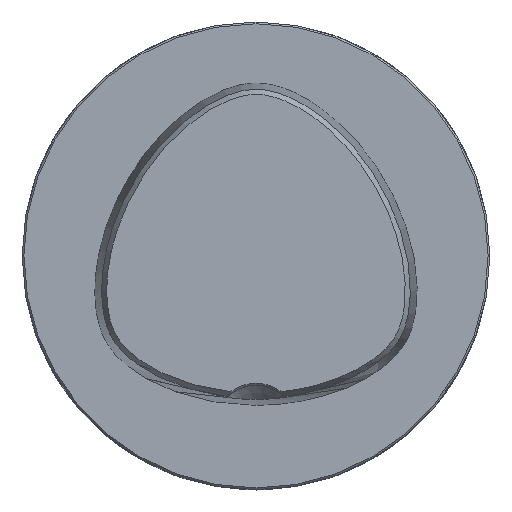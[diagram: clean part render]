
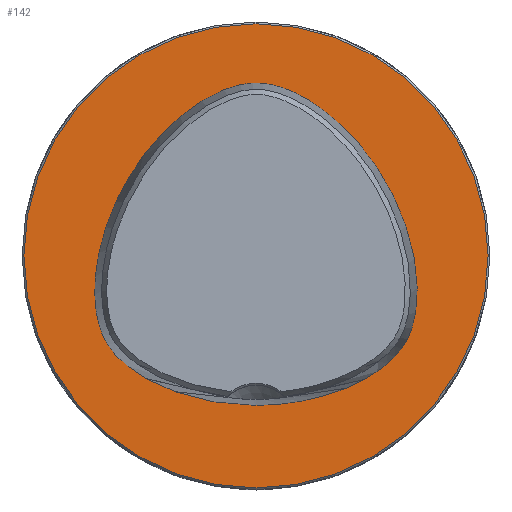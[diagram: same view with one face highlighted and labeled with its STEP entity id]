
A CAD part, top view. The second image highlights one B-rep face of the part: STEP entity #142.
In plain terms, the highlighted planar face has unit normal (0, 0, 1).
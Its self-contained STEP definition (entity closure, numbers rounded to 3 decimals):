
#120=FACE_BOUND('',#226,.T.);
#121=FACE_BOUND('',#227,.T.);
#142=ADVANCED_FACE('CU_E_LO_SU_1',(#120,#121),#175,.F.);
#175=PLANE('',#611);
#226=EDGE_LOOP('',(#324));
#227=EDGE_LOOP('',(#325));
#268=CIRCLE('',#610,39.7);
#324=ORIENTED_EDGE('',*,*,#474,.T.);
#325=ORIENTED_EDGE('',*,*,#513,.T.);
#422=VERTEX_POINT('',#1216);
#460=VERTEX_POINT('',#1760);
#474=EDGE_CURVE('',#422,#422,#543,.T.);
#513=EDGE_CURVE('',#460,#460,#268,.T.);
#543=B_SPLINE_CURVE_WITH_KNOTS('',3,(#1139,#1140,#1141,#1142,#1143,#1144,
#1145,#1146,#1147,#1148,#1149,#1150,#1151,#1152,#1153,#1154,#1155,#1156,
#1157,#1158,#1159,#1160,#1161,#1162,#1163,#1164,#1165,#1166,#1167,#1168,
#1169,#1170,#1171,#1172,#1173,#1174,#1175,#1176,#1177,#1178,#1179,#1180,
#1181,#1182,#1183,#1184,#1185,#1186,#1187,#1188,#1189,#1190,#1191,#1192,
#1193,#1194,#1195,#1196,#1197,#1198,#1199,#1200,#1201,#1202,#1203,#1204,
#1205,#1206,#1207,#1208,#1209,#1210,#1211,#1212,#1213,#1214,#1215),
 .UNSPECIFIED.,.T.,.F.,(1,1,2,1,1,1,1,1,1,1,1,1,1,1,1,1,1,1,1,1,1,1,1,1,
1,1,1,1,1,1,1,1,1,1,1,1,1,1,1,1,1,1,1,1,1,1,1,1,1,1,1,1,1,1,1,1,1,1,1,1,
1,1,1,1,1,1,1,1,1,1,1,1,1,1,1,1,2,1,1),(-0.031,-0.016,0.,0.016,
0.031,0.063,0.078,0.094,0.109,0.125,0.133,0.141,0.148,
0.156,0.164,0.172,0.18,0.188,0.195,0.203,0.219,
0.234,0.25,0.266,0.281,0.313,0.344,0.359,0.375,0.391,0.406,
0.422,0.438,0.453,0.469,0.477,0.484,0.492,0.496,
0.5,0.504,0.508,0.516,0.523,0.531,0.547,0.563,0.578,
0.594,0.609,0.625,0.641,0.656,0.688,0.719,0.734,0.75,0.766,
0.781,0.797,0.805,0.813,0.82,0.828,0.836,0.844,
0.852,0.859,0.867,0.875,0.891,0.906,0.922,0.938,0.969,
0.984,1.,1.016,1.031),.UNSPECIFIED.);
#610=AXIS2_PLACEMENT_3D('',#1759,#692,#693);
#611=AXIS2_PLACEMENT_3D('',#1761,#694,#695);
#692=DIRECTION('',(0.,0.,1.));
#693=DIRECTION('',(1.,0.,0.));
#694=DIRECTION('',(0.,0.,-1.));
#695=DIRECTION('',(-1.,0.,0.));
#1139=CARTESIAN_POINT('',(0.901,-25.575,0.));
#1140=CARTESIAN_POINT('',(-0.901,-25.575,0.));
#1141=CARTESIAN_POINT('',(-2.704,-25.519,0.));
#1142=CARTESIAN_POINT('',(-6.296,-25.183,0.));
#1143=CARTESIAN_POINT('',(-9.847,-24.505,0.));
#1144=CARTESIAN_POINT('',(-13.303,-23.467,0.));
#1145=CARTESIAN_POINT('',(-15.832,-22.497,0.));
#1146=CARTESIAN_POINT('',(-18.274,-21.325,0.));
#1147=CARTESIAN_POINT('',(-20.211,-20.163,0.));
#1148=CARTESIAN_POINT('',(-21.677,-19.107,0.));
#1149=CARTESIAN_POINT('',(-22.725,-18.247,0.));
#1150=CARTESIAN_POINT('',(-23.709,-17.313,0.));
#1151=CARTESIAN_POINT('',(-24.61,-16.296,0.));
#1152=CARTESIAN_POINT('',(-25.401,-15.19,0.));
#1153=CARTESIAN_POINT('',(-26.058,-13.998,0.));
#1154=CARTESIAN_POINT('',(-26.575,-12.74,0.));
#1155=CARTESIAN_POINT('',(-26.965,-11.439,0.));
#1156=CARTESIAN_POINT('',(-27.249,-10.112,0.));
#1157=CARTESIAN_POINT('',(-27.504,-8.324,0.));
#1158=CARTESIAN_POINT('',(-27.619,-6.066,0.));
#1159=CARTESIAN_POINT('',(-27.493,-3.36,0.));
#1160=CARTESIAN_POINT('',(-27.139,-0.675,0.));
#1161=CARTESIAN_POINT('',(-26.581,1.974,0.));
#1162=CARTESIAN_POINT('',(-25.59,5.443,0.));
#1163=CARTESIAN_POINT('',(-23.922,9.642,0.));
#1164=CARTESIAN_POINT('',(-21.745,13.599,0.));
#1165=CARTESIAN_POINT('',(-19.72,16.584,0.));
#1166=CARTESIAN_POINT('',(-18.063,18.723,0.));
#1167=CARTESIAN_POINT('',(-16.269,20.75,0.));
#1168=CARTESIAN_POINT('',(-14.343,22.652,0.));
#1169=CARTESIAN_POINT('',(-12.284,24.409,0.));
#1170=CARTESIAN_POINT('',(-10.091,26.,0.));
#1171=CARTESIAN_POINT('',(-7.766,27.392,0.));
#1172=CARTESIAN_POINT('',(-5.716,28.346,0.));
#1173=CARTESIAN_POINT('',(-4.01,28.944,0.));
#1174=CARTESIAN_POINT('',(-2.698,29.293,0.));
#1175=CARTESIAN_POINT('',(-1.581,29.483,0.));
#1176=CARTESIAN_POINT('',(-0.679,29.562,0.));
#1177=CARTESIAN_POINT('',(0.,29.582,0.));
#1178=CARTESIAN_POINT('',(0.679,29.562,0.));
#1179=CARTESIAN_POINT('',(1.581,29.483,0.));
#1180=CARTESIAN_POINT('',(2.698,29.293,0.));
#1181=CARTESIAN_POINT('',(4.01,28.944,0.));
#1182=CARTESIAN_POINT('',(5.716,28.346,0.));
#1183=CARTESIAN_POINT('',(7.766,27.392,0.));
#1184=CARTESIAN_POINT('',(10.091,26.,0.));
#1185=CARTESIAN_POINT('',(12.284,24.409,0.));
#1186=CARTESIAN_POINT('',(14.343,22.652,0.));
#1187=CARTESIAN_POINT('',(16.269,20.75,0.));
#1188=CARTESIAN_POINT('',(18.063,18.723,0.));
#1189=CARTESIAN_POINT('',(19.72,16.584,0.));
#1190=CARTESIAN_POINT('',(21.745,13.599,0.));
#1191=CARTESIAN_POINT('',(23.922,9.642,0.));
#1192=CARTESIAN_POINT('',(25.59,5.443,0.));
#1193=CARTESIAN_POINT('',(26.581,1.974,0.));
#1194=CARTESIAN_POINT('',(27.139,-0.675,0.));
#1195=CARTESIAN_POINT('',(27.493,-3.36,0.));
#1196=CARTESIAN_POINT('',(27.619,-6.066,0.));
#1197=CARTESIAN_POINT('',(27.504,-8.324,0.));
#1198=CARTESIAN_POINT('',(27.249,-10.112,0.));
#1199=CARTESIAN_POINT('',(26.965,-11.439,0.));
#1200=CARTESIAN_POINT('',(26.575,-12.74,0.));
#1201=CARTESIAN_POINT('',(26.058,-13.998,0.));
#1202=CARTESIAN_POINT('',(25.401,-15.19,0.));
#1203=CARTESIAN_POINT('',(24.61,-16.296,0.));
#1204=CARTESIAN_POINT('',(23.709,-17.313,0.));
#1205=CARTESIAN_POINT('',(22.725,-18.247,0.));
#1206=CARTESIAN_POINT('',(21.677,-19.107,0.));
#1207=CARTESIAN_POINT('',(20.211,-20.163,0.));
#1208=CARTESIAN_POINT('',(18.274,-21.325,0.));
#1209=CARTESIAN_POINT('',(15.832,-22.497,0.));
#1210=CARTESIAN_POINT('',(13.303,-23.467,0.));
#1211=CARTESIAN_POINT('',(9.847,-24.505,0.));
#1212=CARTESIAN_POINT('',(6.296,-25.183,0.));
#1213=CARTESIAN_POINT('',(2.704,-25.519,0.));
#1214=CARTESIAN_POINT('',(0.901,-25.575,0.));
#1215=CARTESIAN_POINT('',(-0.901,-25.575,0.));
#1216=CARTESIAN_POINT('',(0.,-25.575,0.));
#1759=CARTESIAN_POINT('',(0.,0.,0.));
#1760=CARTESIAN_POINT('',(39.7,0.,0.));
#1761=CARTESIAN_POINT('',(0.,1.996,0.));
